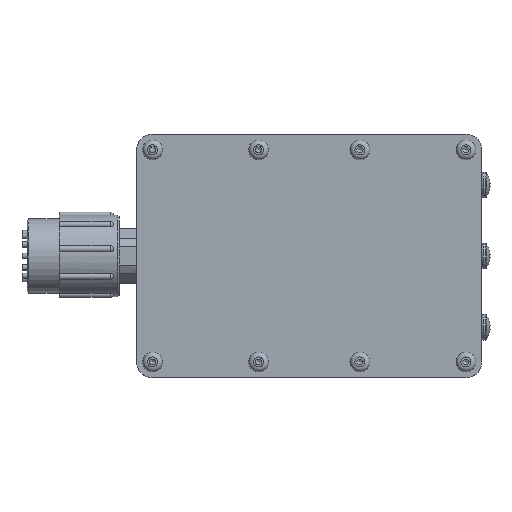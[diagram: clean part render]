
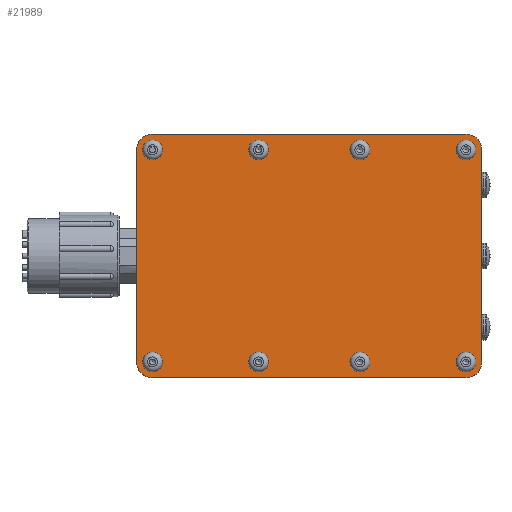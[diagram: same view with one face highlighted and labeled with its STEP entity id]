
A CAD part, top view. The second image highlights one B-rep face of the part: STEP entity #21989.
In plain terms, the highlighted planar face has unit normal (0, 0, 1).
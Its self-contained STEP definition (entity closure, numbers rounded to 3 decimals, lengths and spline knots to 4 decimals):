
#1532=LINE('',#49725,#2980);
#1535=LINE('',#49733,#2983);
#1538=LINE('',#49741,#2986);
#1541=LINE('',#49748,#2989);
#2980=VECTOR('',#25650,0.3937);
#2983=VECTOR('',#25659,0.3937);
#2986=VECTOR('',#25668,0.3937);
#2989=VECTOR('',#25677,0.3937);
#4619=FACE_BOUND('',#7003,.T.);
#4620=FACE_BOUND('',#7004,.T.);
#4621=FACE_BOUND('',#7005,.T.);
#4622=FACE_BOUND('',#7006,.T.);
#4623=FACE_BOUND('',#7007,.T.);
#4624=FACE_BOUND('',#7008,.T.);
#4625=FACE_BOUND('',#7009,.T.);
#4626=FACE_BOUND('',#7010,.T.);
#5684=FACE_OUTER_BOUND('',#7002,.T.);
#7002=EDGE_LOOP('',(#18709,#18710,#18711,#18712,#18713,#18714,#18715,#18716));
#7003=EDGE_LOOP('',(#18717));
#7004=EDGE_LOOP('',(#18718));
#7005=EDGE_LOOP('',(#18719));
#7006=EDGE_LOOP('',(#18720));
#7007=EDGE_LOOP('',(#18721));
#7008=EDGE_LOOP('',(#18722));
#7009=EDGE_LOOP('',(#18723));
#7010=EDGE_LOOP('',(#18724));
#7321=CIRCLE('',#22551,0.156);
#7333=CIRCLE('',#22577,0.156);
#7341=CIRCLE('',#22598,0.156);
#7351=CIRCLE('',#22621,0.156);
#7361=CIRCLE('',#22644,0.156);
#7438=CIRCLE('',#22761,0.25);
#7439=CIRCLE('',#22764,0.25);
#7440=CIRCLE('',#22767,0.25);
#7441=CIRCLE('',#22770,0.25);
#7848=CIRCLE('',#23714,0.156);
#7856=CIRCLE('',#23735,0.156);
#7862=CIRCLE('',#23746,0.156);
#8590=VERTEX_POINT('',#48990);
#8618=VERTEX_POINT('',#49095);
#8641=VERTEX_POINT('',#49178);
#8665=VERTEX_POINT('',#49272);
#8693=VERTEX_POINT('',#49375);
#8816=VERTEX_POINT('',#49718);
#8817=VERTEX_POINT('',#49720);
#8818=VERTEX_POINT('',#49724);
#8819=VERTEX_POINT('',#49728);
#8820=VERTEX_POINT('',#49732);
#8821=VERTEX_POINT('',#49736);
#8822=VERTEX_POINT('',#49740);
#8823=VERTEX_POINT('',#49744);
#9829=VERTEX_POINT('',#60725);
#9850=VERTEX_POINT('',#60804);
#9855=VERTEX_POINT('',#60822);
#10864=EDGE_CURVE('',#8590,#8590,#7321,.T.);
#10904=EDGE_CURVE('',#8618,#8618,#7333,.T.);
#10937=EDGE_CURVE('',#8641,#8641,#7341,.T.);
#10971=EDGE_CURVE('',#8665,#8665,#7351,.T.);
#11009=EDGE_CURVE('',#8693,#8693,#7361,.T.);
#11176=EDGE_CURVE('',#8817,#8816,#7438,.T.);
#11178=EDGE_CURVE('',#8818,#8817,#1532,.T.);
#11180=EDGE_CURVE('',#8819,#8818,#7439,.T.);
#11182=EDGE_CURVE('',#8820,#8819,#1535,.T.);
#11184=EDGE_CURVE('',#8821,#8820,#7440,.T.);
#11186=EDGE_CURVE('',#8822,#8821,#1538,.T.);
#11188=EDGE_CURVE('',#8823,#8822,#7441,.T.);
#11190=EDGE_CURVE('',#8816,#8823,#1541,.T.);
#12814=EDGE_CURVE('',#9829,#9829,#7848,.T.);
#12845=EDGE_CURVE('',#9850,#9850,#7856,.T.);
#12853=EDGE_CURVE('',#9855,#9855,#7862,.T.);
#18709=ORIENTED_EDGE('',*,*,#11190,.T.);
#18710=ORIENTED_EDGE('',*,*,#11188,.T.);
#18711=ORIENTED_EDGE('',*,*,#11186,.T.);
#18712=ORIENTED_EDGE('',*,*,#11184,.T.);
#18713=ORIENTED_EDGE('',*,*,#11182,.T.);
#18714=ORIENTED_EDGE('',*,*,#11180,.T.);
#18715=ORIENTED_EDGE('',*,*,#11178,.T.);
#18716=ORIENTED_EDGE('',*,*,#11176,.T.);
#18717=ORIENTED_EDGE('',*,*,#10864,.T.);
#18718=ORIENTED_EDGE('',*,*,#12845,.T.);
#18719=ORIENTED_EDGE('',*,*,#10971,.T.);
#18720=ORIENTED_EDGE('',*,*,#11009,.T.);
#18721=ORIENTED_EDGE('',*,*,#12814,.T.);
#18722=ORIENTED_EDGE('',*,*,#10937,.T.);
#18723=ORIENTED_EDGE('',*,*,#10904,.T.);
#18724=ORIENTED_EDGE('',*,*,#12853,.T.);
#19845=PLANE('',#23745);
#21989=ADVANCED_FACE('',(#5684,#4619,#4620,#4621,#4622,#4623,#4624,#4625,
#4626),#19845,.T.);
#22551=AXIS2_PLACEMENT_3D('',#48991,#25069,#25070);
#22577=AXIS2_PLACEMENT_3D('',#49096,#25141,#25142);
#22598=AXIS2_PLACEMENT_3D('',#49179,#25201,#25202);
#22621=AXIS2_PLACEMENT_3D('',#49273,#25263,#25264);
#22644=AXIS2_PLACEMENT_3D('',#49376,#25328,#25329);
#22761=AXIS2_PLACEMENT_3D('',#49721,#25645,#25646);
#22764=AXIS2_PLACEMENT_3D('',#49729,#25654,#25655);
#22767=AXIS2_PLACEMENT_3D('',#49737,#25663,#25664);
#22770=AXIS2_PLACEMENT_3D('',#49745,#25672,#25673);
#23714=AXIS2_PLACEMENT_3D('',#60726,#28440,#28441);
#23735=AXIS2_PLACEMENT_3D('',#60805,#28498,#28499);
#23745=AXIS2_PLACEMENT_3D('',#60821,#28520,#28521);
#23746=AXIS2_PLACEMENT_3D('',#60823,#28522,#28523);
#25069=DIRECTION('center_axis',(0.,0.,-1.));
#25070=DIRECTION('ref_axis',(0.,1.,0.));
#25141=DIRECTION('center_axis',(0.,0.,-1.));
#25142=DIRECTION('ref_axis',(0.,1.,0.));
#25201=DIRECTION('center_axis',(0.,0.,-1.));
#25202=DIRECTION('ref_axis',(0.,1.,0.));
#25263=DIRECTION('center_axis',(0.,0.,-1.));
#25264=DIRECTION('ref_axis',(0.,-1.,0.));
#25328=DIRECTION('center_axis',(0.,0.,-1.));
#25329=DIRECTION('ref_axis',(0.,-1.,0.));
#25645=DIRECTION('center_axis',(0.,0.,1.));
#25646=DIRECTION('ref_axis',(1.,0.,0.));
#25650=DIRECTION('',(0.,1.,0.));
#25654=DIRECTION('center_axis',(0.,0.,1.));
#25655=DIRECTION('ref_axis',(0.,-1.,0.));
#25659=DIRECTION('',(1.,0.,0.));
#25663=DIRECTION('center_axis',(0.,0.,1.));
#25664=DIRECTION('ref_axis',(-1.,0.,0.));
#25668=DIRECTION('',(0.,-1.,0.));
#25672=DIRECTION('center_axis',(0.,0.,1.));
#25673=DIRECTION('ref_axis',(0.,1.,0.));
#25677=DIRECTION('',(-1.,0.,0.));
#28440=DIRECTION('center_axis',(0.,0.,-1.));
#28441=DIRECTION('ref_axis',(0.,1.,0.));
#28498=DIRECTION('center_axis',(0.,0.,-1.));
#28499=DIRECTION('ref_axis',(0.,1.,0.));
#28520=DIRECTION('center_axis',(0.,0.,1.));
#28521=DIRECTION('ref_axis',(1.,0.,0.));
#28522=DIRECTION('center_axis',(0.,0.,-1.));
#28523=DIRECTION('ref_axis',(0.,-1.,0.));
#48990=CARTESIAN_POINT('',(1.925,0.094,1.125));
#48991=CARTESIAN_POINT('Origin',(1.925,0.25,1.125));
#49095=CARTESIAN_POINT('',(3.525,0.094,1.125));
#49096=CARTESIAN_POINT('Origin',(3.525,0.25,1.125));
#49178=CARTESIAN_POINT('',(5.2,3.444,1.125));
#49179=CARTESIAN_POINT('Origin',(5.2,3.6,1.125));
#49272=CARTESIAN_POINT('',(3.525,3.756,1.125));
#49273=CARTESIAN_POINT('Origin',(3.525,3.6,1.125));
#49375=CARTESIAN_POINT('',(0.25,3.756,1.125));
#49376=CARTESIAN_POINT('Origin',(0.25,3.6,1.125));
#49718=CARTESIAN_POINT('',(5.2,3.85,1.125));
#49720=CARTESIAN_POINT('',(5.45,3.6,1.125));
#49721=CARTESIAN_POINT('Origin',(5.2,3.6,1.125));
#49724=CARTESIAN_POINT('',(5.45,0.25,1.125));
#49725=CARTESIAN_POINT('',(5.45,0.25,1.125));
#49728=CARTESIAN_POINT('',(5.2,0.,1.125));
#49729=CARTESIAN_POINT('Origin',(5.2,0.25,1.125));
#49732=CARTESIAN_POINT('',(0.25,0.,1.125));
#49733=CARTESIAN_POINT('',(0.25,0.,1.125));
#49736=CARTESIAN_POINT('',(0.,0.25,1.125));
#49737=CARTESIAN_POINT('Origin',(0.25,0.25,1.125));
#49740=CARTESIAN_POINT('',(0.,3.6,1.125));
#49741=CARTESIAN_POINT('',(0.,3.6,1.125));
#49744=CARTESIAN_POINT('',(0.25,3.85,1.125));
#49745=CARTESIAN_POINT('Origin',(0.25,3.6,1.125));
#49748=CARTESIAN_POINT('',(5.2,3.85,1.125));
#60725=CARTESIAN_POINT('',(1.925,3.444,1.125));
#60726=CARTESIAN_POINT('Origin',(1.925,3.6,1.125));
#60804=CARTESIAN_POINT('',(5.2,0.094,1.125));
#60805=CARTESIAN_POINT('Origin',(5.2,0.25,1.125));
#60821=CARTESIAN_POINT('Origin',(2.725,1.925,1.125));
#60822=CARTESIAN_POINT('',(0.25,0.406,1.125));
#60823=CARTESIAN_POINT('Origin',(0.25,0.25,1.125));
